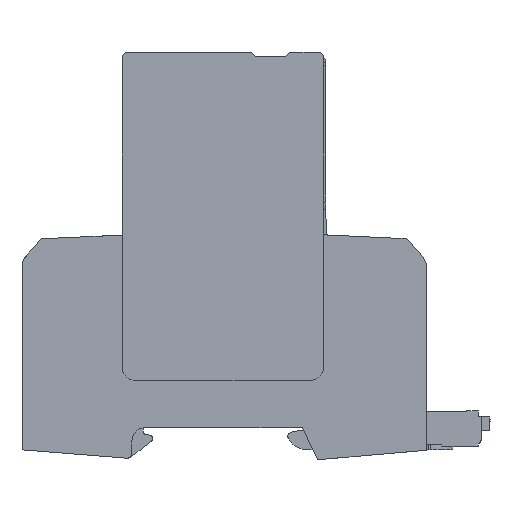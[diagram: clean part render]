
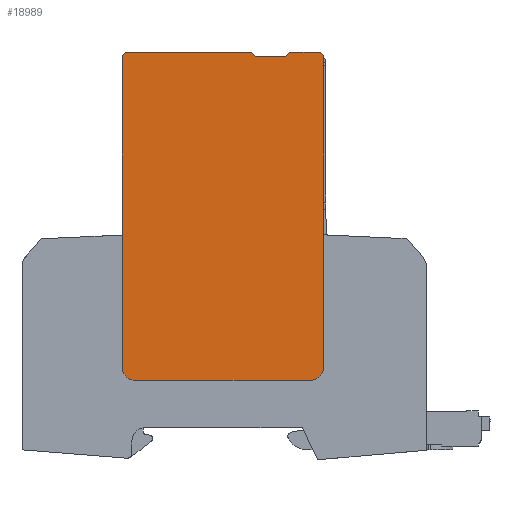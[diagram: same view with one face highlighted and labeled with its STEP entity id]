
A CAD part, left-side view. The second image highlights one B-rep face of the part: STEP entity #18989.
In plain terms, the highlighted planar face has unit normal (-1, 0, 0).
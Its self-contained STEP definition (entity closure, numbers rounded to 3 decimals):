
#18836=AXIS2_PLACEMENT_3D('Plane Axis2P3D',#18833,#18834,#18835) ;
#18833=CARTESIAN_POINT('Axis2P3D Location',(0.,81.127,17.703)) ;
#18839=CARTESIAN_POINT('Control Point',(0.,82.127,53.28)) ;
#18840=CARTESIAN_POINT('Control Point',(0.,82.127,46.765)) ;
#18841=CARTESIAN_POINT('Control Point',(0.,82.127,40.249)) ;
#18842=CARTESIAN_POINT('Control Point',(0.,82.127,33.734)) ;
#18843=CARTESIAN_POINT('Control Point',(0.,82.127,27.218)) ;
#18844=CARTESIAN_POINT('Control Point',(0.,82.127,20.703)) ;
#18845=CARTESIAN_POINT('Vertex',(0.,82.127,53.28)) ;
#18847=CARTESIAN_POINT('Vertex',(0.,82.127,20.703)) ;
#18851=CARTESIAN_POINT('Control Point',(0.,82.127,20.703)) ;
#18852=CARTESIAN_POINT('Control Point',(0.,82.127,19.76)) ;
#18853=CARTESIAN_POINT('Control Point',(0.,81.758,18.817)) ;
#18854=CARTESIAN_POINT('Control Point',(0.,81.013,18.072)) ;
#18855=CARTESIAN_POINT('Control Point',(0.,80.07,17.703)) ;
#18856=CARTESIAN_POINT('Control Point',(0.,79.127,17.703)) ;
#18857=CARTESIAN_POINT('Vertex',(0.,79.127,17.703)) ;
#18861=CARTESIAN_POINT('Control Point',(0.,79.127,17.703)) ;
#18862=CARTESIAN_POINT('Control Point',(0.,71.327,17.703)) ;
#18863=CARTESIAN_POINT('Control Point',(0.,63.527,17.703)) ;
#18864=CARTESIAN_POINT('Control Point',(0.,55.727,17.703)) ;
#18865=CARTESIAN_POINT('Control Point',(0.,47.927,17.703)) ;
#18866=CARTESIAN_POINT('Control Point',(0.,40.127,17.703)) ;
#18867=CARTESIAN_POINT('Vertex',(0.,40.127,17.703)) ;
#18871=CARTESIAN_POINT('Control Point',(0.,40.127,17.703)) ;
#18872=CARTESIAN_POINT('Control Point',(0.,39.185,17.703)) ;
#18873=CARTESIAN_POINT('Control Point',(0.,38.241,18.072)) ;
#18874=CARTESIAN_POINT('Control Point',(0.,37.496,18.817)) ;
#18875=CARTESIAN_POINT('Control Point',(0.,37.127,19.76)) ;
#18876=CARTESIAN_POINT('Control Point',(0.,37.127,20.703)) ;
#18877=CARTESIAN_POINT('Vertex',(0.,37.127,20.703)) ;
#18881=CARTESIAN_POINT('Control Point',(0.,37.127,20.703)) ;
#18882=CARTESIAN_POINT('Control Point',(0.,37.127,27.218)) ;
#18883=CARTESIAN_POINT('Control Point',(0.,37.127,33.734)) ;
#18884=CARTESIAN_POINT('Control Point',(0.,37.127,40.249)) ;
#18885=CARTESIAN_POINT('Control Point',(0.,37.127,46.765)) ;
#18886=CARTESIAN_POINT('Control Point',(0.,37.127,53.28)) ;
#18887=CARTESIAN_POINT('Vertex',(0.,37.127,53.28)) ;
#18891=CARTESIAN_POINT('Control Point',(0.,37.127,53.28)) ;
#18892=CARTESIAN_POINT('Control Point',(0.,37.127,59.144)) ;
#18893=CARTESIAN_POINT('Control Point',(0.,37.127,65.008)) ;
#18894=CARTESIAN_POINT('Control Point',(0.,37.127,70.872)) ;
#18895=CARTESIAN_POINT('Control Point',(0.,37.127,76.736)) ;
#18896=CARTESIAN_POINT('Control Point',(0.,37.127,82.6)) ;
#18897=CARTESIAN_POINT('Vertex',(0.,37.127,82.6)) ;
#18900=CARTESIAN_POINT('Line Origine',(0.,37.127,86.425)) ;
#18904=CARTESIAN_POINT('Vertex',(0.,37.127,90.25)) ;
#18907=CARTESIAN_POINT('Line Origine',(0.,37.502,90.625)) ;
#18911=CARTESIAN_POINT('Vertex',(0.,37.877,91.)) ;
#18914=CARTESIAN_POINT('Line Origine',(0.,41.302,91.)) ;
#18918=CARTESIAN_POINT('Vertex',(0.,44.727,91.)) ;
#18921=CARTESIAN_POINT('Line Origine',(0.,45.177,90.55)) ;
#18925=CARTESIAN_POINT('Vertex',(0.,45.627,90.1)) ;
#18928=CARTESIAN_POINT('Line Origine',(0.,48.977,90.1)) ;
#18932=CARTESIAN_POINT('Vertex',(0.,52.327,90.1)) ;
#18935=CARTESIAN_POINT('Line Origine',(0.,52.777,90.55)) ;
#18939=CARTESIAN_POINT('Vertex',(0.,53.227,91.)) ;
#18942=CARTESIAN_POINT('Line Origine',(0.,67.302,91.)) ;
#18946=CARTESIAN_POINT('Vertex',(0.,81.377,91.)) ;
#18949=CARTESIAN_POINT('Line Origine',(0.,81.752,90.625)) ;
#18953=CARTESIAN_POINT('Vertex',(0.,82.127,90.25)) ;
#18956=CARTESIAN_POINT('Line Origine',(0.,82.127,86.425)) ;
#18960=CARTESIAN_POINT('Vertex',(0.,82.127,82.6)) ;
#18964=CARTESIAN_POINT('Control Point',(0.,82.127,82.6)) ;
#18965=CARTESIAN_POINT('Control Point',(0.,82.127,76.736)) ;
#18966=CARTESIAN_POINT('Control Point',(0.,82.127,70.872)) ;
#18967=CARTESIAN_POINT('Control Point',(0.,82.127,65.008)) ;
#18968=CARTESIAN_POINT('Control Point',(0.,82.127,59.144)) ;
#18969=CARTESIAN_POINT('Control Point',(0.,82.127,53.28)) ;
#18834=DIRECTION('Axis2P3D Direction',(-1.,0.,0.)) ;
#18835=DIRECTION('Axis2P3D XDirection',(0.,1.,0.)) ;
#18901=DIRECTION('Vector Direction',(0.,0.,1.)) ;
#18908=DIRECTION('Vector Direction',(0.,0.707,0.707)) ;
#18915=DIRECTION('Vector Direction',(0.,1.,0.)) ;
#18922=DIRECTION('Vector Direction',(0.,0.707,-0.707)) ;
#18929=DIRECTION('Vector Direction',(0.,1.,0.)) ;
#18936=DIRECTION('Vector Direction',(0.,0.707,0.707)) ;
#18943=DIRECTION('Vector Direction',(0.,1.,0.)) ;
#18950=DIRECTION('Vector Direction',(0.,0.707,-0.707)) ;
#18957=DIRECTION('Vector Direction',(0.,0.,1.)) ;
#18902=VECTOR('Line Direction',#18901,1.) ;
#18909=VECTOR('Line Direction',#18908,1.) ;
#18916=VECTOR('Line Direction',#18915,1.) ;
#18923=VECTOR('Line Direction',#18922,1.) ;
#18930=VECTOR('Line Direction',#18929,1.) ;
#18937=VECTOR('Line Direction',#18936,1.) ;
#18944=VECTOR('Line Direction',#18943,1.) ;
#18951=VECTOR('Line Direction',#18950,1.) ;
#18958=VECTOR('Line Direction',#18957,1.) ;
#18972=ORIENTED_EDGE('',*,*,#18849,.T.) ;
#18973=ORIENTED_EDGE('',*,*,#18859,.T.) ;
#18974=ORIENTED_EDGE('',*,*,#18869,.T.) ;
#18975=ORIENTED_EDGE('',*,*,#18879,.T.) ;
#18976=ORIENTED_EDGE('',*,*,#18889,.T.) ;
#18977=ORIENTED_EDGE('',*,*,#18899,.T.) ;
#18978=ORIENTED_EDGE('',*,*,#18906,.T.) ;
#18979=ORIENTED_EDGE('',*,*,#18913,.T.) ;
#18980=ORIENTED_EDGE('',*,*,#18920,.T.) ;
#18981=ORIENTED_EDGE('',*,*,#18927,.T.) ;
#18982=ORIENTED_EDGE('',*,*,#18934,.T.) ;
#18983=ORIENTED_EDGE('',*,*,#18941,.T.) ;
#18984=ORIENTED_EDGE('',*,*,#18948,.T.) ;
#18985=ORIENTED_EDGE('',*,*,#18955,.T.) ;
#18986=ORIENTED_EDGE('',*,*,#18962,.F.) ;
#18987=ORIENTED_EDGE('',*,*,#18970,.T.) ;
#18989=ADVANCED_FACE('ABLEITER_1',(#18988),#18837,.T.) ;
#18838=B_SPLINE_CURVE_WITH_KNOTS('',5,(#18839,#18840,#18841,#18842,#18843,#18844),.UNSPECIFIED.,.F.,.U.,(6,6),(21.373,53.95),.UNSPECIFIED.) ;
#18850=B_SPLINE_CURVE_WITH_KNOTS('',5,(#18851,#18852,#18853,#18854,#18855,#18856),.UNSPECIFIED.,.F.,.U.,(6,6),(0.,4.965),.UNSPECIFIED.) ;
#18860=B_SPLINE_CURVE_WITH_KNOTS('',5,(#18861,#18862,#18863,#18864,#18865,#18866),.UNSPECIFIED.,.F.,.U.,(6,6),(0.,39.),.UNSPECIFIED.) ;
#18870=B_SPLINE_CURVE_WITH_KNOTS('',5,(#18871,#18872,#18873,#18874,#18875,#18876),.UNSPECIFIED.,.F.,.U.,(6,6),(0.,4.965),.UNSPECIFIED.) ;
#18880=B_SPLINE_CURVE_WITH_KNOTS('',5,(#18881,#18882,#18883,#18884,#18885,#18886),.UNSPECIFIED.,.F.,.U.,(6,6),(0.,32.577),.UNSPECIFIED.) ;
#18890=B_SPLINE_CURVE_WITH_KNOTS('',5,(#18891,#18892,#18893,#18894,#18895,#18896),.UNSPECIFIED.,.F.,.U.,(6,6),(23.981,53.3),.UNSPECIFIED.) ;
#18963=B_SPLINE_CURVE_WITH_KNOTS('',5,(#18964,#18965,#18966,#18967,#18968,#18969),.UNSPECIFIED.,.F.,.U.,(6,6),(0.65,29.969),.UNSPECIFIED.) ;
#18849=EDGE_CURVE('',#18846,#18848,#18838,.T.) ;
#18859=EDGE_CURVE('',#18848,#18858,#18850,.T.) ;
#18869=EDGE_CURVE('',#18858,#18868,#18860,.T.) ;
#18879=EDGE_CURVE('',#18868,#18878,#18870,.T.) ;
#18889=EDGE_CURVE('',#18878,#18888,#18880,.T.) ;
#18899=EDGE_CURVE('',#18888,#18898,#18890,.T.) ;
#18906=EDGE_CURVE('',#18898,#18905,#18903,.T.) ;
#18913=EDGE_CURVE('',#18905,#18912,#18910,.T.) ;
#18920=EDGE_CURVE('',#18912,#18919,#18917,.T.) ;
#18927=EDGE_CURVE('',#18919,#18926,#18924,.T.) ;
#18934=EDGE_CURVE('',#18926,#18933,#18931,.T.) ;
#18941=EDGE_CURVE('',#18933,#18940,#18938,.T.) ;
#18948=EDGE_CURVE('',#18940,#18947,#18945,.T.) ;
#18955=EDGE_CURVE('',#18947,#18954,#18952,.T.) ;
#18962=EDGE_CURVE('',#18961,#18954,#18959,.T.) ;
#18970=EDGE_CURVE('',#18961,#18846,#18963,.T.) ;
#18971=EDGE_LOOP('',(#18972,#18973,#18974,#18975,#18976,#18977,#18978,#18979,#18980,#18981,#18982,#18983,#18984,#18985,#18986,#18987)) ;
#18988=FACE_OUTER_BOUND('',#18971,.T.) ;
#18903=LINE('Line',#18900,#18902) ;
#18910=LINE('Line',#18907,#18909) ;
#18917=LINE('Line',#18914,#18916) ;
#18924=LINE('Line',#18921,#18923) ;
#18931=LINE('Line',#18928,#18930) ;
#18938=LINE('Line',#18935,#18937) ;
#18945=LINE('Line',#18942,#18944) ;
#18952=LINE('Line',#18949,#18951) ;
#18959=LINE('Line',#18956,#18958) ;
#18837=PLANE('',#18836) ;
#18846=VERTEX_POINT('',#18845) ;
#18848=VERTEX_POINT('',#18847) ;
#18858=VERTEX_POINT('',#18857) ;
#18868=VERTEX_POINT('',#18867) ;
#18878=VERTEX_POINT('',#18877) ;
#18888=VERTEX_POINT('',#18887) ;
#18898=VERTEX_POINT('',#18897) ;
#18905=VERTEX_POINT('',#18904) ;
#18912=VERTEX_POINT('',#18911) ;
#18919=VERTEX_POINT('',#18918) ;
#18926=VERTEX_POINT('',#18925) ;
#18933=VERTEX_POINT('',#18932) ;
#18940=VERTEX_POINT('',#18939) ;
#18947=VERTEX_POINT('',#18946) ;
#18954=VERTEX_POINT('',#18953) ;
#18961=VERTEX_POINT('',#18960) ;
